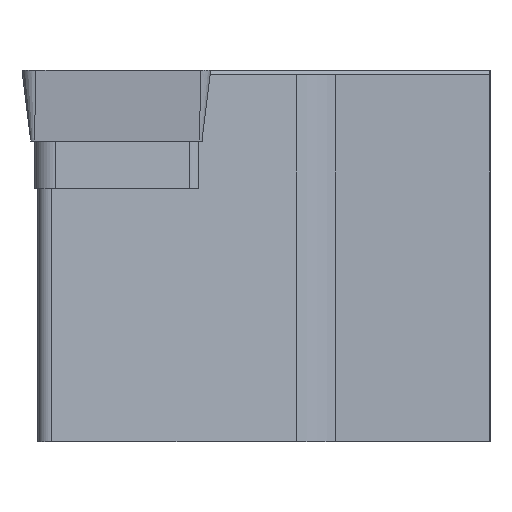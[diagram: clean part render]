
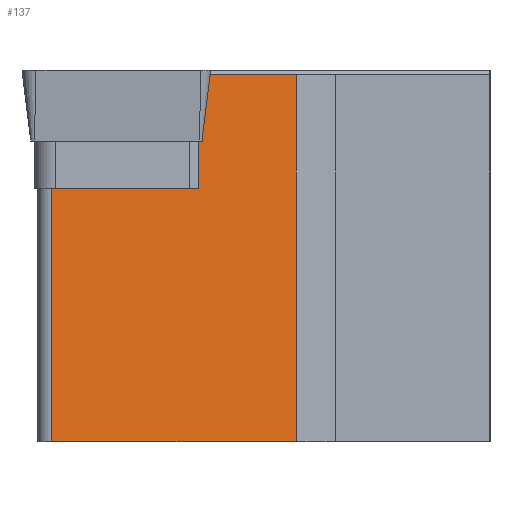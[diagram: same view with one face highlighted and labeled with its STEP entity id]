
A CAD part, left-side view. The second image highlights one B-rep face of the part: STEP entity #137.
In plain terms, the highlighted planar face has unit normal (-0.985, -0.174, 0).
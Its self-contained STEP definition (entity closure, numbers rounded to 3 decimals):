
#137=ADVANCED_FACE('',(#194),#165,.F.);
#165=PLANE('',#747);
#194=FACE_OUTER_BOUND('',#227,.T.);
#227=EDGE_LOOP('',(#336,#337,#338,#339,#340,#341,#342,#343));
#336=ORIENTED_EDGE('',*,*,#542,.F.);
#337=ORIENTED_EDGE('',*,*,#524,.T.);
#338=ORIENTED_EDGE('',*,*,#543,.F.);
#339=ORIENTED_EDGE('',*,*,#544,.F.);
#340=ORIENTED_EDGE('',*,*,#526,.F.);
#341=ORIENTED_EDGE('',*,*,#545,.F.);
#342=ORIENTED_EDGE('',*,*,#546,.F.);
#343=ORIENTED_EDGE('',*,*,#547,.T.);
#456=VERTEX_POINT('',#1000);
#458=VERTEX_POINT('',#1004);
#460=VERTEX_POINT('',#1009);
#461=VERTEX_POINT('',#1011);
#474=VERTEX_POINT('',#1042);
#475=VERTEX_POINT('',#1044);
#476=VERTEX_POINT('',#1047);
#477=VERTEX_POINT('',#1049);
#524=EDGE_CURVE('',#456,#458,#601,.T.);
#526=EDGE_CURVE('',#460,#461,#603,.T.);
#542=EDGE_CURVE('',#456,#474,#618,.T.);
#543=EDGE_CURVE('',#475,#458,#619,.T.);
#544=EDGE_CURVE('',#461,#475,#620,.T.);
#545=EDGE_CURVE('',#476,#460,#621,.T.);
#546=EDGE_CURVE('',#477,#476,#622,.T.);
#547=EDGE_CURVE('',#477,#474,#623,.T.);
#601=LINE('',#1005,#670);
#603=LINE('',#1010,#672);
#618=LINE('',#1041,#687);
#619=LINE('',#1043,#688);
#620=LINE('',#1045,#689);
#621=LINE('',#1046,#690);
#622=LINE('',#1048,#691);
#623=LINE('',#1050,#692);
#670=VECTOR('',#833,1.);
#672=VECTOR('',#837,1.);
#687=VECTOR('',#858,1.);
#688=VECTOR('',#859,1.);
#689=VECTOR('',#860,1.);
#690=VECTOR('',#861,1.);
#691=VECTOR('',#862,1.);
#692=VECTOR('',#863,1.);
#747=AXIS2_PLACEMENT_3D('',#1051,#864,#865);
#833=DIRECTION('',(0.,0.,-1.));
#837=DIRECTION('',(0.174,-0.985,0.));
#858=DIRECTION('',(0.174,-0.985,0.));
#859=DIRECTION('',(-0.174,0.985,0.));
#860=DIRECTION('',(0.,0.,-1.));
#861=DIRECTION('',(0.021,-0.122,0.992));
#862=DIRECTION('',(0.174,-0.985,0.));
#863=DIRECTION('',(0.,0.,-1.));
#864=DIRECTION('',(0.985,0.174,0.));
#865=DIRECTION('',(0.174,-0.985,0.));
#1000=CARTESIAN_POINT('',(1.277,60.986,-7.94));
#1004=CARTESIAN_POINT('',(1.277,60.986,-25.));
#1005=CARTESIAN_POINT('',(1.277,60.986,-30.));
#1009=CARTESIAN_POINT('',(3.154,50.337,-0.3));
#1010=CARTESIAN_POINT('',(1.277,60.986,-0.3));
#1011=CARTESIAN_POINT('',(4.174,44.553,-0.3));
#1041=CARTESIAN_POINT('',(1.277,60.986,-7.94));
#1042=CARTESIAN_POINT('',(3.02,51.098,-7.94));
#1043=CARTESIAN_POINT('',(1.277,60.986,-25.));
#1044=CARTESIAN_POINT('',(4.174,44.553,-25.));
#1045=CARTESIAN_POINT('',(4.174,44.553,-30.));
#1046=CARTESIAN_POINT('',(2.493,54.091,-30.873));
#1047=CARTESIAN_POINT('',(3.058,50.884,-4.76));
#1048=CARTESIAN_POINT('',(1.277,60.986,-4.76));
#1049=CARTESIAN_POINT('',(3.02,51.098,-4.76));
#1050=CARTESIAN_POINT('',(3.02,51.098,-7.94));
#1051=CARTESIAN_POINT('',(1.277,60.986,-30.));
